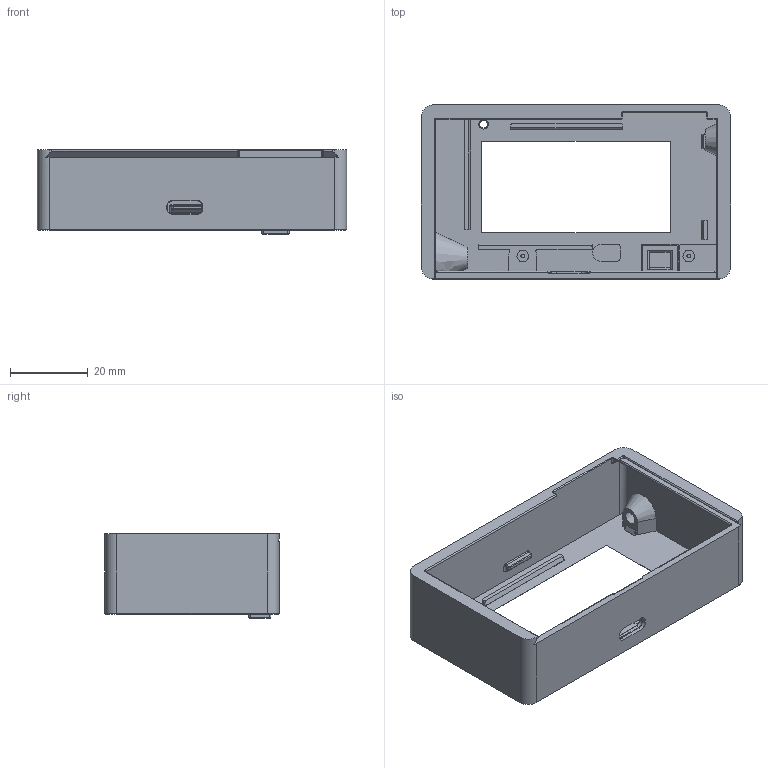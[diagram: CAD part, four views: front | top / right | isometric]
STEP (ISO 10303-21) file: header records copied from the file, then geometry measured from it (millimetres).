
FILE_DESCRIPTION(/* description */ ('','CAx-IF Rec.Pracs.---Representation and Presentation of Product Manufacturing Information (PMI)---4.0---2014-10-13'),/* implementation_level */ '2;1');
FILE_NAME(/* name */ 'Case Assembly.step',/* time_stamp */ '2025-02-16T22:29:00+01:00',/* author */ (''),/* organization */ (''),/* preprocessor_version */ 'ST-DEVELOPER v20',/* originating_system */ 'Autodesk Translation Framework v13.20.0.188',/* authorisation */ '');
FILE_SCHEMA (('AP242_MANAGED_MODEL_BASED_3D_ENGINEERING_MIM_LF { 1 0 10303 442 1 1 4 }'));
Length unit declared in the file: millimetre
Products named in the file (1): Case
Bounding box: 79.73 x 44.9 x 21.88 mm (x, y, z)
Volume: 13334.5 mm3; surface area: 15543.4 mm2
Topology: 2 solids, 2 shells, 325 faces, 816 edges, 502 vertices
Faces by surface type: plane 144, cylinder 119, bspline 30, cone 18, torus 12, sphere 2
Full cylindrical faces by diameter (mm): 1 x2, 2 x1, 3 x2
Entity records: 10693 total; most frequent: CARTESIAN_POINT 2869, DIRECTION 1653, ORIENTED_EDGE 1624, EDGE_CURVE 812, AXIS2_PLACEMENT_3D 593, VERTEX_POINT 502, LINE 467, VECTOR 467
